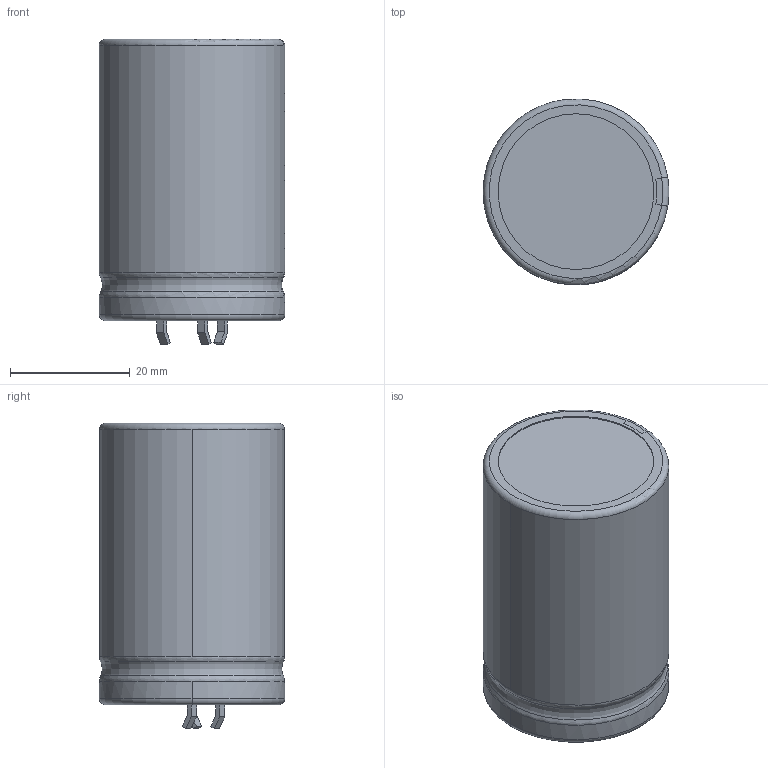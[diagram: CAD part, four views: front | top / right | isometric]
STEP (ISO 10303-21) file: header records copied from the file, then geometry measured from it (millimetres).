
FILE_DESCRIPTION((''),'2;1');
FILE_NAME('CAPPR_VISHAY_159 PUL-SI(30X45).stp','2014-10-16T16:49:06',(''),(''),'Mechanical Desktop 2011','Mechanical Desktop 2011',', , ');
FILE_SCHEMA(('AUTOMOTIVE_DESIGN { 1 2 10303 214 1 1 1 1 }'));
Length unit declared in the file: millimetre
Products named in the file (1): Product
Bounding box: 31 x 31 x 51 mm (x, y, z)
Volume: 35238.5 mm3; surface area: 8153.5 mm2
Topology: 13 solids, 13 shells, 136 faces, 333 edges, 227 vertices
Faces by surface type: plane 76, cylinder 29, bspline 16, torus 15
Entity records: 4123 total; most frequent: CARTESIAN_POINT 740, DIRECTION 708, ORIENTED_EDGE 656, EDGE_CURVE 328, AXIS2_PLACEMENT_3D 254, VERTEX_POINT 218, VECTOR 200, LINE 200
